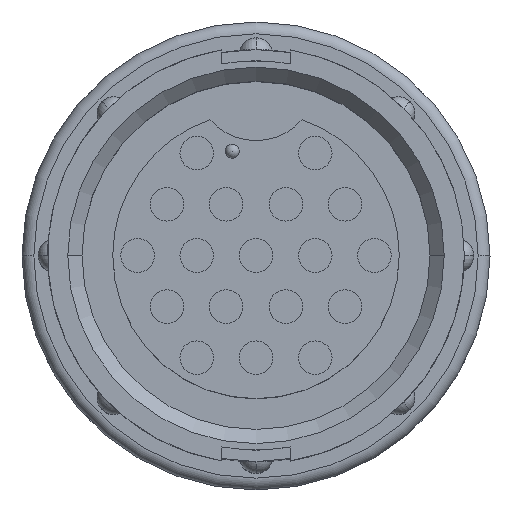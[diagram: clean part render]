
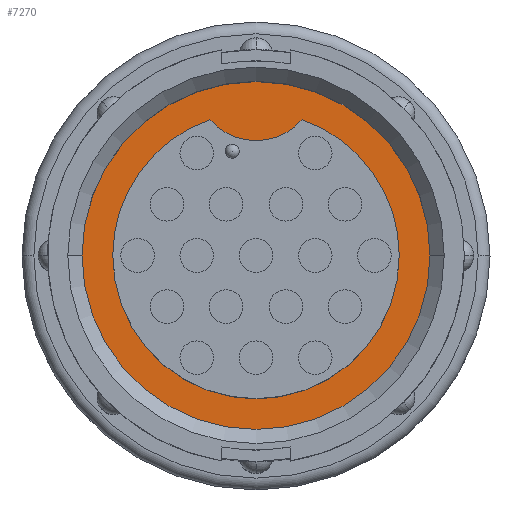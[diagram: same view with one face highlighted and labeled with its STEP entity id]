
A CAD part, top view. The second image highlights one B-rep face of the part: STEP entity #7270.
In plain terms, the highlighted planar face has unit normal (0, 0, 1).
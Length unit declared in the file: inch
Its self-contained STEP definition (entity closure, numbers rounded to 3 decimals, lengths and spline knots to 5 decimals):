
#48 = VERTEX_POINT ( 'NONE', #1896 ) ;
#226 = VERTEX_POINT ( 'NONE', #1804 ) ;
#277 = VERTEX_POINT ( 'NONE', #1870 ) ;
#340 = ORIENTED_EDGE ( 'NONE', *, *, #7026, .T. ) ;
#368 = VERTEX_POINT ( 'NONE', #2071 ) ;
#641 = ORIENTED_EDGE ( 'NONE', *, *, #6981, .F. ) ;
#647 = ORIENTED_EDGE ( 'NONE', *, *, #6771, .T. ) ;
#728 = VERTEX_POINT ( 'NONE', #2014 ) ;
#944 = EDGE_LOOP ( 'NONE', ( #340, #964 ) ) ;
#951 = ORIENTED_EDGE ( 'NONE', *, *, #7329, .F. ) ;
#964 = ORIENTED_EDGE ( 'NONE', *, *, #6710, .T. ) ;
#1020 = CIRCLE ( 'NONE', #6202, 0.3025 ) ;
#1154 = VERTEX_POINT ( 'NONE', #2104 ) ;
#1232 = ORIENTED_EDGE ( 'NONE', *, *, #7427, .F. ) ;
#1348 = CIRCLE ( 'NONE', #6262, 0.13 ) ;
#1442 = CIRCLE ( 'NONE', #9340, 0.3675 ) ;
#1514 = CIRCLE ( 'NONE', #5524, 0.3025 ) ;
#1528 = CIRCLE ( 'NONE', #5937, 0.3675 ) ;
#1641 = CIRCLE ( 'NONE', #5742, 0.3025 ) ;
#1715 = CARTESIAN_POINT ( 'NONE',  ( 0., 0., -0.335 ) ) ;
#1804 = CARTESIAN_POINT ( 'NONE',  ( 0.09739, 0.28639, -0.335 ) ) ;
#1870 = CARTESIAN_POINT ( 'NONE',  ( -0.09739, 0.28639, -0.335 ) ) ;
#1896 = CARTESIAN_POINT ( 'NONE',  ( 0.3025, 0., -0.335 ) ) ;
#2014 = CARTESIAN_POINT ( 'NONE',  ( -0.3675, 0., -0.335 ) ) ;
#2071 = CARTESIAN_POINT ( 'NONE',  ( 0.3675, 0., -0.335 ) ) ;
#2104 = CARTESIAN_POINT ( 'NONE',  ( -0.3025, 0., -0.335 ) ) ;
#2323 = DIRECTION ( 'NONE',  ( 0., 0., 1. ) ) ;
#2325 = DIRECTION ( 'NONE',  ( 1., 0., 0. ) ) ;
#3219 = EDGE_LOOP ( 'NONE', ( #1232, #647, #641, #951 ) ) ;
#4029 = CARTESIAN_POINT ( 'NONE',  ( 0., 0.3725, -0.335 ) ) ;
#4030 = DIRECTION ( 'NONE',  ( 0., 0., 1. ) ) ;
#4031 = DIRECTION ( 'NONE',  ( -1., 0., 0. ) ) ;
#4847 = CARTESIAN_POINT ( 'NONE',  ( 0., 0., -0.335 ) ) ;
#4981 = DIRECTION ( 'NONE',  ( 1., 0., 0. ) ) ;
#5174 = DIRECTION ( 'NONE',  ( 0., 0., 1. ) ) ;
#5192 = DIRECTION ( 'NONE',  ( 1., 0., 0. ) ) ;
#5266 = CARTESIAN_POINT ( 'NONE',  ( 0., 0., -0.335 ) ) ;
#5404 = DIRECTION ( 'NONE',  ( 0., 0., 1. ) ) ;
#5524 = AXIS2_PLACEMENT_3D ( 'NONE', #5266, #5174, #5192 ) ;
#5585 = AXIS2_PLACEMENT_3D ( 'NONE', #8962, #9305, #8965 ) ;
#5602 = FACE_BOUND ( 'NONE', #3219, .T. ) ;
#5742 = AXIS2_PLACEMENT_3D ( 'NONE', #4847, #5404, #4981 ) ;
#5756 = FACE_OUTER_BOUND ( 'NONE', #944, .T. ) ;
#5937 = AXIS2_PLACEMENT_3D ( 'NONE', #7657, #7668, #7670 ) ;
#6202 = AXIS2_PLACEMENT_3D ( 'NONE', #8066, #8065, #8062 ) ;
#6262 = AXIS2_PLACEMENT_3D ( 'NONE', #4029, #4030, #4031 ) ;
#6710 = EDGE_CURVE ( 'NONE', #728, #368, #1442, .T. ) ;
#6771 = EDGE_CURVE ( 'NONE', #277, #226, #1348, .T. ) ;
#6981 = EDGE_CURVE ( 'NONE', #48, #226, #1020, .T. ) ;
#7026 = EDGE_CURVE ( 'NONE', #368, #728, #1528, .T. ) ;
#7270 = ADVANCED_FACE ( 'NONE', ( #5602, #5756 ), #9254, .F. ) ;
#7329 = EDGE_CURVE ( 'NONE', #1154, #48, #1514, .T. ) ;
#7427 = EDGE_CURVE ( 'NONE', #277, #1154, #1641, .T. ) ;
#7657 = CARTESIAN_POINT ( 'NONE',  ( 0., 0., -0.335 ) ) ;
#7668 = DIRECTION ( 'NONE',  ( 0., 0., 1. ) ) ;
#7670 = DIRECTION ( 'NONE',  ( 1., 0., 0. ) ) ;
#8062 = DIRECTION ( 'NONE',  ( 1., 0., 0. ) ) ;
#8065 = DIRECTION ( 'NONE',  ( 0., 0., 1. ) ) ;
#8066 = CARTESIAN_POINT ( 'NONE',  ( 0., 0., -0.335 ) ) ;
#8962 = CARTESIAN_POINT ( 'NONE',  ( 0., 0.3025, -0.335 ) ) ;
#8965 = DIRECTION ( 'NONE',  ( -1., 0., 0. ) ) ;
#9254 = PLANE ( 'NONE',  #5585 ) ;
#9305 = DIRECTION ( 'NONE',  ( 0., 0., -1. ) ) ;
#9340 = AXIS2_PLACEMENT_3D ( 'NONE', #1715, #2323, #2325 ) ;
